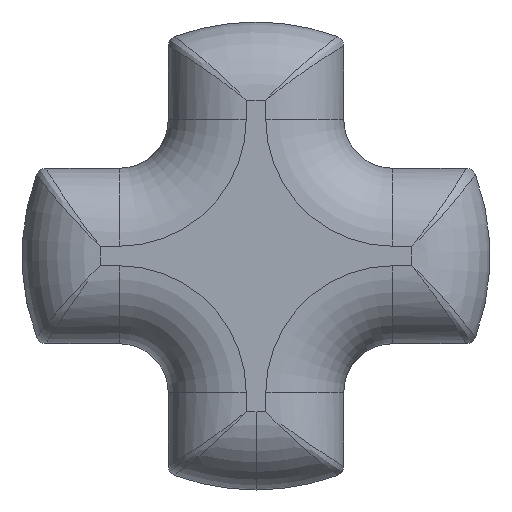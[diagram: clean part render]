
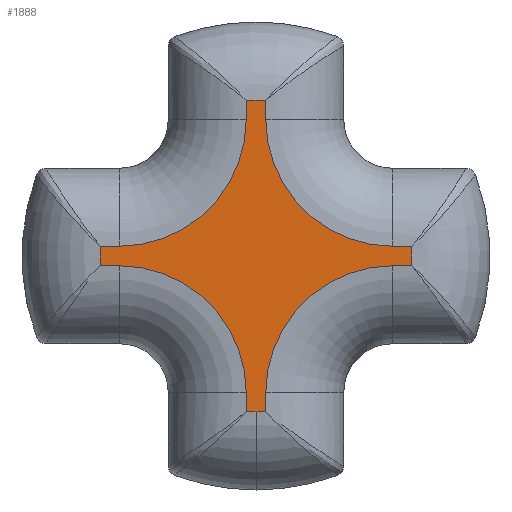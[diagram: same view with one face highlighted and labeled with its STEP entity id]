
A CAD part, left-side view. The second image highlights one B-rep face of the part: STEP entity #1888.
In plain terms, the highlighted planar face has unit normal (-1, 0, 0).
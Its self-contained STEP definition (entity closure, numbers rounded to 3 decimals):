
#10 = LINE ( 'NONE', #2448, #1430 ) ;
#32 = CARTESIAN_POINT ( 'NONE',  ( 0., -1.4, -1.4 ) ) ;
#40 = CIRCLE ( 'NONE', #1330, 1.3 ) ;
#53 = ORIENTED_EDGE ( 'NONE', *, *, #789, .T. ) ;
#54 = EDGE_CURVE ( 'NONE', #626, #622, #649, .T. ) ;
#56 = FACE_OUTER_BOUND ( 'NONE', #308, .T. ) ;
#67 = EDGE_CURVE ( 'NONE', #864, #1433, #1615, .T. ) ;
#90 = DIRECTION ( 'NONE',  ( 0., 0., -1. ) ) ;
#144 = EDGE_CURVE ( 'NONE', #614, #1301, #965, .T. ) ;
#161 = DIRECTION ( 'NONE',  ( 1., 0., 0. ) ) ;
#167 = DIRECTION ( 'NONE',  ( 0., 0., -1. ) ) ;
#189 = CARTESIAN_POINT ( 'NONE',  ( 0., -0.1, 0. ) ) ;
#208 = CARTESIAN_POINT ( 'NONE',  ( 0., 0.1, -1.4 ) ) ;
#225 = CARTESIAN_POINT ( 'NONE',  ( 0., -0.1, 0. ) ) ;
#245 = DIRECTION ( 'NONE',  ( 0., 0., -1. ) ) ;
#264 = VECTOR ( 'NONE', #808, 1000. ) ;
#266 = LINE ( 'NONE', #1977, #713 ) ;
#267 = ORIENTED_EDGE ( 'NONE', *, *, #1402, .T. ) ;
#308 = EDGE_LOOP ( 'NONE', ( #2074, #550, #53, #1037, #1057, #694, #2044, #267, #1051, #1142, #740, #1650, #1150, #1015, #750, #1551, #1044 ) ) ;
#326 = LINE ( 'NONE', #225, #1692 ) ;
#348 = VERTEX_POINT ( 'NONE', #2047 ) ;
#351 = CARTESIAN_POINT ( 'NONE',  ( 0., 0.1, 1.4 ) ) ;
#445 = DIRECTION ( 'NONE',  ( 1., 0., 0. ) ) ;
#447 = CIRCLE ( 'NONE', #1752, 1.6 ) ;
#460 = VECTOR ( 'NONE', #2400, 1000. ) ;
#474 = VERTEX_POINT ( 'NONE', #940 ) ;
#500 = CARTESIAN_POINT ( 'NONE',  ( 0., 1.4, 0.1 ) ) ;
#512 = EDGE_CURVE ( 'NONE', #1235, #626, #2330, .T. ) ;
#518 = CARTESIAN_POINT ( 'NONE',  ( 0., -0.1, 1.4 ) ) ;
#523 = CARTESIAN_POINT ( 'NONE',  ( 0., -1.4, 0.1 ) ) ;
#550 = ORIENTED_EDGE ( 'NONE', *, *, #54, .T. ) ;
#553 = EDGE_CURVE ( 'NONE', #804, #474, #2010, .T. ) ;
#568 = EDGE_CURVE ( 'NONE', #348, #1235, #447, .T. ) ;
#600 = CARTESIAN_POINT ( 'NONE',  ( 0., -0.1, -1.4 ) ) ;
#613 = VERTEX_POINT ( 'NONE', #1364 ) ;
#614 = VERTEX_POINT ( 'NONE', #208 ) ;
#622 = VERTEX_POINT ( 'NONE', #1165 ) ;
#626 = VERTEX_POINT ( 'NONE', #600 ) ;
#645 = EDGE_CURVE ( 'NONE', #474, #1775, #266, .T. ) ;
#649 = CIRCLE ( 'NONE', #1856, 1.3 ) ;
#652 = EDGE_CURVE ( 'NONE', #1206, #1440, #326, .T. ) ;
#676 = AXIS2_PLACEMENT_3D ( 'NONE', #2055, #867, #2250 ) ;
#694 = ORIENTED_EDGE ( 'NONE', *, *, #1036, .T. ) ;
#697 = DIRECTION ( 'NONE',  ( 1., 0., 0. ) ) ;
#713 = VECTOR ( 'NONE', #2368, 1000. ) ;
#740 = ORIENTED_EDGE ( 'NONE', *, *, #1339, .T. ) ;
#750 = ORIENTED_EDGE ( 'NONE', *, *, #144, .T. ) ;
#789 = EDGE_CURVE ( 'NONE', #622, #804, #10, .T. ) ;
#804 = VERTEX_POINT ( 'NONE', #2262 ) ;
#808 = DIRECTION ( 'NONE',  ( 0., 1., 0. ) ) ;
#823 = CARTESIAN_POINT ( 'NONE',  ( 0., -0.1, 1.597 ) ) ;
#852 = CARTESIAN_POINT ( 'NONE',  ( 0., 0., 0. ) ) ;
#853 = CARTESIAN_POINT ( 'NONE',  ( 0., 0.1, 1.597 ) ) ;
#864 = VERTEX_POINT ( 'NONE', #351 ) ;
#867 = DIRECTION ( 'NONE',  ( -1., 0., 0. ) ) ;
#877 = VERTEX_POINT ( 'NONE', #1987 ) ;
#916 = CARTESIAN_POINT ( 'NONE',  ( 0., 0., 0. ) ) ;
#928 = DIRECTION ( 'NONE',  ( -1., 0., 0. ) ) ;
#940 = CARTESIAN_POINT ( 'NONE',  ( 0., -1.597, 0.1 ) ) ;
#955 = LINE ( 'NONE', #1753, #1954 ) ;
#956 = DIRECTION ( 'NONE',  ( 0., -1., 0. ) ) ;
#965 = LINE ( 'NONE', #1017, #460 ) ;
#1015 = ORIENTED_EDGE ( 'NONE', *, *, #1095, .T. ) ;
#1017 = CARTESIAN_POINT ( 'NONE',  ( 0., 0.1, 0. ) ) ;
#1024 = CIRCLE ( 'NONE', #1177, 1.6 ) ;
#1036 = EDGE_CURVE ( 'NONE', #1775, #1206, #40, .T. ) ;
#1037 = ORIENTED_EDGE ( 'NONE', *, *, #553, .T. ) ;
#1044 = ORIENTED_EDGE ( 'NONE', *, *, #568, .T. ) ;
#1050 = DIRECTION ( 'NONE',  ( 0., 0., -1. ) ) ;
#1051 = ORIENTED_EDGE ( 'NONE', *, *, #2125, .T. ) ;
#1057 = ORIENTED_EDGE ( 'NONE', *, *, #645, .T. ) ;
#1072 = EDGE_CURVE ( 'NONE', #613, #877, #1528, .T. ) ;
#1095 = EDGE_CURVE ( 'NONE', #1323, #614, #2008, .T. ) ;
#1116 = DIRECTION ( 'NONE',  ( 0., 0., -1. ) ) ;
#1142 = ORIENTED_EDGE ( 'NONE', *, *, #67, .T. ) ;
#1150 = ORIENTED_EDGE ( 'NONE', *, *, #2525, .T. ) ;
#1165 = CARTESIAN_POINT ( 'NONE',  ( 0., -1.4, -0.1 ) ) ;
#1177 = AXIS2_PLACEMENT_3D ( 'NONE', #2121, #928, #2316 ) ;
#1206 = VERTEX_POINT ( 'NONE', #518 ) ;
#1235 = VERTEX_POINT ( 'NONE', #1300 ) ;
#1244 = DIRECTION ( 'NONE',  ( 1., 0., 0. ) ) ;
#1300 = CARTESIAN_POINT ( 'NONE',  ( 0., -0.1, -1.597 ) ) ;
#1301 = VERTEX_POINT ( 'NONE', #2507 ) ;
#1305 = AXIS2_PLACEMENT_3D ( 'NONE', #2111, #161, #1507 ) ;
#1319 = DIRECTION ( 'NONE',  ( -1., 0., 0. ) ) ;
#1323 = VERTEX_POINT ( 'NONE', #1780 ) ;
#1330 = AXIS2_PLACEMENT_3D ( 'NONE', #2429, #1244, #90 ) ;
#1339 = EDGE_CURVE ( 'NONE', #1433, #613, #1758, .T. ) ;
#1364 = CARTESIAN_POINT ( 'NONE',  ( 0., 1.597, 0.1 ) ) ;
#1395 = DIRECTION ( 'NONE',  ( 1., 0., 0. ) ) ;
#1402 = EDGE_CURVE ( 'NONE', #1440, #1638, #1687, .T. ) ;
#1430 = VECTOR ( 'NONE', #1453, 1000. ) ;
#1433 = VERTEX_POINT ( 'NONE', #500 ) ;
#1440 = VERTEX_POINT ( 'NONE', #823 ) ;
#1453 = DIRECTION ( 'NONE',  ( 0., -1., 0. ) ) ;
#1507 = DIRECTION ( 'NONE',  ( 0., 0., -1. ) ) ;
#1528 = CIRCLE ( 'NONE', #676, 1.6 ) ;
#1548 = AXIS2_PLACEMENT_3D ( 'NONE', #1863, #697, #2065 ) ;
#1551 = ORIENTED_EDGE ( 'NONE', *, *, #1889, .T. ) ;
#1605 = CARTESIAN_POINT ( 'NONE',  ( 0., 1.4, 1.4 ) ) ;
#1615 = CIRCLE ( 'NONE', #1675, 1.3 ) ;
#1638 = VERTEX_POINT ( 'NONE', #853 ) ;
#1650 = ORIENTED_EDGE ( 'NONE', *, *, #1072, .T. ) ;
#1665 = DIRECTION ( 'NONE',  ( 0., 0., -1. ) ) ;
#1675 = AXIS2_PLACEMENT_3D ( 'NONE', #1605, #445, #1814 ) ;
#1687 = CIRCLE ( 'NONE', #2208, 1.6 ) ;
#1692 = VECTOR ( 'NONE', #2304, 1000. ) ;
#1735 = DIRECTION ( 'NONE',  ( 0., 0., 1. ) ) ;
#1752 = AXIS2_PLACEMENT_3D ( 'NONE', #2510, #1319, #167 ) ;
#1753 = CARTESIAN_POINT ( 'NONE',  ( 0., 0., -0.1 ) ) ;
#1758 = LINE ( 'NONE', #2186, #264 ) ;
#1775 = VERTEX_POINT ( 'NONE', #523 ) ;
#1780 = CARTESIAN_POINT ( 'NONE',  ( 0., 1.4, -0.1 ) ) ;
#1814 = DIRECTION ( 'NONE',  ( 0., 0., -1. ) ) ;
#1827 = LINE ( 'NONE', #2252, #2223 ) ;
#1856 = AXIS2_PLACEMENT_3D ( 'NONE', #32, #1395, #245 ) ;
#1863 = CARTESIAN_POINT ( 'NONE',  ( 0., 1.4, -1.4 ) ) ;
#1888 = ADVANCED_FACE ( 'NONE', ( #56 ), #1909, .F. ) ;
#1889 = EDGE_CURVE ( 'NONE', #1301, #348, #1024, .T. ) ;
#1909 = PLANE ( 'NONE',  #1305 ) ;
#1954 = VECTOR ( 'NONE', #956, 1000. ) ;
#1977 = CARTESIAN_POINT ( 'NONE',  ( 0., 0., 0.1 ) ) ;
#1987 = CARTESIAN_POINT ( 'NONE',  ( 0., 1.597, -0.1 ) ) ;
#2008 = CIRCLE ( 'NONE', #1548, 1.3 ) ;
#2010 = CIRCLE ( 'NONE', #2492, 1.6 ) ;
#2044 = ORIENTED_EDGE ( 'NONE', *, *, #652, .T. ) ;
#2047 = CARTESIAN_POINT ( 'NONE',  ( 0., 0., -1.6 ) ) ;
#2055 = CARTESIAN_POINT ( 'NONE',  ( 0., 0., 0. ) ) ;
#2065 = DIRECTION ( 'NONE',  ( 0., 0., -1. ) ) ;
#2074 = ORIENTED_EDGE ( 'NONE', *, *, #512, .T. ) ;
#2111 = CARTESIAN_POINT ( 'NONE',  ( 0., 0., 0. ) ) ;
#2121 = CARTESIAN_POINT ( 'NONE',  ( 0., 0., 0. ) ) ;
#2125 = EDGE_CURVE ( 'NONE', #1638, #864, #1827, .T. ) ;
#2186 = CARTESIAN_POINT ( 'NONE',  ( 0., 0., 0.1 ) ) ;
#2208 = AXIS2_PLACEMENT_3D ( 'NONE', #852, #2237, #1050 ) ;
#2223 = VECTOR ( 'NONE', #1665, 1000. ) ;
#2237 = DIRECTION ( 'NONE',  ( -1., 0., 0. ) ) ;
#2250 = DIRECTION ( 'NONE',  ( 0., 0., -1. ) ) ;
#2252 = CARTESIAN_POINT ( 'NONE',  ( 0., 0.1, 0. ) ) ;
#2259 = VECTOR ( 'NONE', #1735, 1000. ) ;
#2262 = CARTESIAN_POINT ( 'NONE',  ( 0., -1.597, -0.1 ) ) ;
#2304 = DIRECTION ( 'NONE',  ( 0., 0., 1. ) ) ;
#2305 = DIRECTION ( 'NONE',  ( -1., 0., 0. ) ) ;
#2316 = DIRECTION ( 'NONE',  ( 0., 0., -1. ) ) ;
#2330 = LINE ( 'NONE', #189, #2259 ) ;
#2368 = DIRECTION ( 'NONE',  ( 0., 1., 0. ) ) ;
#2400 = DIRECTION ( 'NONE',  ( 0., 0., -1. ) ) ;
#2429 = CARTESIAN_POINT ( 'NONE',  ( 0., -1.4, 1.4 ) ) ;
#2448 = CARTESIAN_POINT ( 'NONE',  ( 0., 0., -0.1 ) ) ;
#2492 = AXIS2_PLACEMENT_3D ( 'NONE', #916, #2305, #1116 ) ;
#2507 = CARTESIAN_POINT ( 'NONE',  ( 0., 0.1, -1.597 ) ) ;
#2510 = CARTESIAN_POINT ( 'NONE',  ( 0., 0., 0. ) ) ;
#2525 = EDGE_CURVE ( 'NONE', #877, #1323, #955, .T. ) ;
